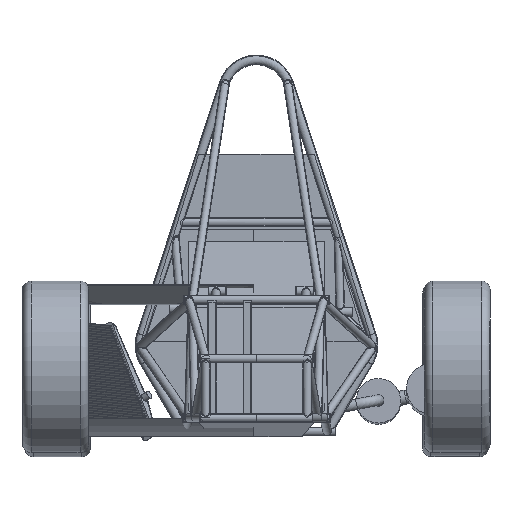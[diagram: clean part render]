
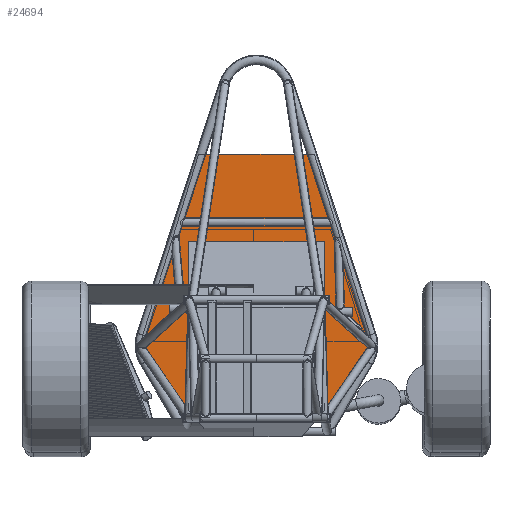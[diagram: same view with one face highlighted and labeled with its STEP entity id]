
A CAD part, left-side view. The second image highlights one B-rep face of the part: STEP entity #24694.
In plain terms, the highlighted face is planar.
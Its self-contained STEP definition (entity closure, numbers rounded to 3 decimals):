
#1023=LINE('',#50334,#2610);
#1029=LINE('',#50346,#2616);
#1031=LINE('',#50349,#2618);
#1060=LINE('',#50409,#2647);
#1072=LINE('',#50431,#2659);
#1078=LINE('',#50443,#2665);
#1081=LINE('',#50449,#2668);
#1083=LINE('',#50452,#2670);
#1084=LINE('',#50454,#2671);
#1085=LINE('',#50456,#2672);
#2610=VECTOR('',#33039,10.);
#2616=VECTOR('',#33049,10.);
#2618=VECTOR('',#33053,10.);
#2647=VECTOR('',#33096,10.);
#2659=VECTOR('',#33120,10.);
#2665=VECTOR('',#33130,10.);
#2668=VECTOR('',#33135,10.);
#2670=VECTOR('',#33139,10.);
#2671=VECTOR('',#33142,10.);
#2672=VECTOR('',#33145,10.);
#6657=FACE_OUTER_BOUND('',#8490,.T.);
#8490=EDGE_LOOP('',(#20433,#20434,#20435,#20436,#20437,#20438,#20439,#20440,
#20441,#20442));
#11808=VERTEX_POINT('',#50327);
#11811=VERTEX_POINT('',#50332);
#11814=VERTEX_POINT('',#50343);
#11815=VERTEX_POINT('',#50345);
#11839=VERTEX_POINT('',#50407);
#11843=VERTEX_POINT('',#50430);
#11846=VERTEX_POINT('',#50440);
#11847=VERTEX_POINT('',#50442);
#11848=VERTEX_POINT('',#50446);
#11849=VERTEX_POINT('',#50448);
#14804=EDGE_CURVE('',#11808,#11811,#1023,.T.);
#14810=EDGE_CURVE('',#11815,#11814,#1029,.T.);
#14812=EDGE_CURVE('',#11811,#11815,#1031,.T.);
#14841=EDGE_CURVE('',#11814,#11839,#1060,.T.);
#14853=EDGE_CURVE('',#11843,#11808,#1072,.T.);
#14859=EDGE_CURVE('',#11847,#11846,#1078,.T.);
#14862=EDGE_CURVE('',#11849,#11848,#1081,.T.);
#14864=EDGE_CURVE('',#11839,#11847,#1083,.T.);
#14865=EDGE_CURVE('',#11848,#11843,#1084,.T.);
#14866=EDGE_CURVE('',#11846,#11849,#1085,.T.);
#20433=ORIENTED_EDGE('',*,*,#14810,.T.);
#20434=ORIENTED_EDGE('',*,*,#14841,.T.);
#20435=ORIENTED_EDGE('',*,*,#14864,.T.);
#20436=ORIENTED_EDGE('',*,*,#14859,.T.);
#20437=ORIENTED_EDGE('',*,*,#14866,.T.);
#20438=ORIENTED_EDGE('',*,*,#14862,.T.);
#20439=ORIENTED_EDGE('',*,*,#14865,.T.);
#20440=ORIENTED_EDGE('',*,*,#14853,.T.);
#20441=ORIENTED_EDGE('',*,*,#14804,.T.);
#20442=ORIENTED_EDGE('',*,*,#14812,.T.);
#23506=PLANE('',#27498);
#24694=ADVANCED_FACE('',(#6657),#23506,.F.);
#27498=AXIS2_PLACEMENT_3D('',#50458,#33148,#33149);
#33039=DIRECTION('',(0.,1.,0.));
#33049=DIRECTION('',(0.,-1.,0.));
#33053=DIRECTION('',(-1.,0.,0.));
#33096=DIRECTION('',(-0.635,0.772,0.));
#33120=DIRECTION('',(-0.635,-0.772,0.));
#33130=DIRECTION('',(0.295,0.955,0.));
#33135=DIRECTION('',(0.295,-0.955,0.));
#33139=DIRECTION('',(0.,1.,0.));
#33142=DIRECTION('',(0.,-1.,0.));
#33145=DIRECTION('',(1.,0.,0.));
#33148=DIRECTION('center_axis',(0.,0.,1.));
#33149=DIRECTION('ref_axis',(1.,0.,0.));
#50327=CARTESIAN_POINT('',(200.,-338.827,0.));
#50332=CARTESIAN_POINT('',(200.,159.383,0.));
#50334=CARTESIAN_POINT('',(200.,-79.319,0.));
#50343=CARTESIAN_POINT('',(-200.,-338.827,0.));
#50345=CARTESIAN_POINT('',(-200.,159.383,0.));
#50346=CARTESIAN_POINT('',(-200.,-79.319,0.));
#50349=CARTESIAN_POINT('',(0.,159.383,0.));
#50407=CARTESIAN_POINT('',(-341.5,-166.8,0.));
#50409=CARTESIAN_POINT('',(-210.261,-326.352,0.));
#50430=CARTESIAN_POINT('',(341.5,-166.8,0.));
#50431=CARTESIAN_POINT('',(313.511,-200.827,0.));
#50440=CARTESIAN_POINT('',(-171.5,417.85,0.));
#50442=CARTESIAN_POINT('',(-341.5,-132.15,0.));
#50443=CARTESIAN_POINT('',(-307.967,-23.662,0.));
#50446=CARTESIAN_POINT('',(341.5,-132.15,0.));
#50448=CARTESIAN_POINT('',(171.5,417.85,0.));
#50449=CARTESIAN_POINT('',(222.967,251.338,0.));
#50452=CARTESIAN_POINT('',(-341.5,-417.85,0.));
#50454=CARTESIAN_POINT('',(341.5,417.85,0.));
#50456=CARTESIAN_POINT('',(-341.5,417.85,0.));
#50458=CARTESIAN_POINT('Origin',(0.,0.,0.));
